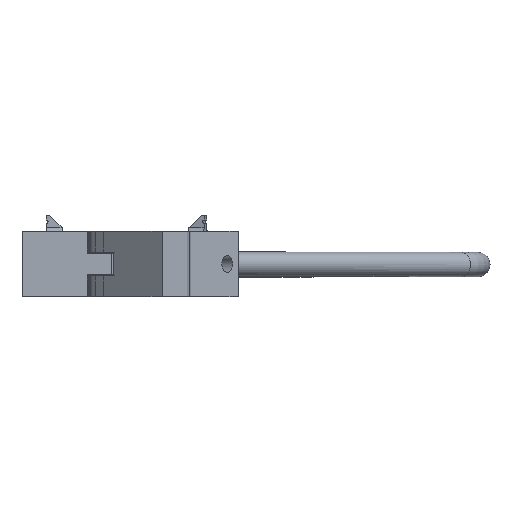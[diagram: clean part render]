
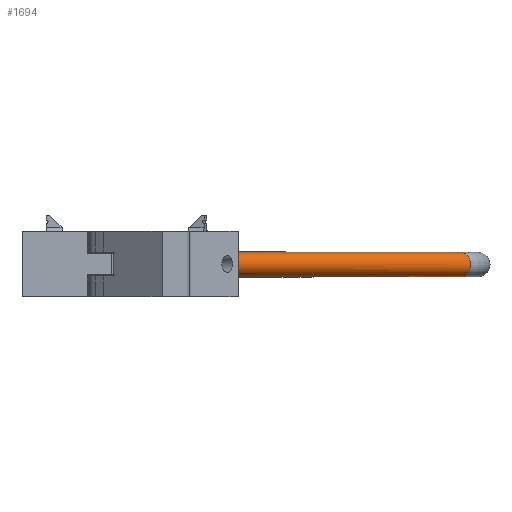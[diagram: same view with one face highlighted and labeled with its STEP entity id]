
A CAD part, top view. The second image highlights one B-rep face of the part: STEP entity #1694.
In plain terms, the highlighted cylindrical face has radius 4.763 mm (diameter 9.525 mm), a full revolution.
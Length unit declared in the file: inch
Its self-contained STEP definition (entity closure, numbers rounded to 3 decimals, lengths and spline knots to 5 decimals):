
#197=FACE_OUTER_BOUND('',#309,.T.);
#309=EDGE_LOOP('',(#1331,#1332,#1333,#1334));
#444=LINE('',#2738,#601);
#601=VECTOR('',#2194,0.1875);
#726=CIRCLE('',#1879,0.1875);
#727=CIRCLE('',#1881,0.1875);
#823=VERTEX_POINT('',#2733);
#824=VERTEX_POINT('',#2737);
#1008=EDGE_CURVE('',#823,#823,#726,.T.);
#1009=EDGE_CURVE('',#823,#824,#444,.T.);
#1010=EDGE_CURVE('',#824,#824,#727,.T.);
#1331=ORIENTED_EDGE('',*,*,#1008,.F.);
#1332=ORIENTED_EDGE('',*,*,#1009,.T.);
#1333=ORIENTED_EDGE('',*,*,#1010,.F.);
#1334=ORIENTED_EDGE('',*,*,#1009,.F.);
#1634=CYLINDRICAL_SURFACE('',#1880,0.1875);
#1694=ADVANCED_FACE('',(#197),#1634,.T.);
#1879=AXIS2_PLACEMENT_3D('',#2735,#2190,#2191);
#1880=AXIS2_PLACEMENT_3D('',#2736,#2192,#2193);
#1881=AXIS2_PLACEMENT_3D('',#2739,#2195,#2196);
#2190=DIRECTION('center_axis',(0.,0.,-1.));
#2191=DIRECTION('ref_axis',(-1.,0.,0.));
#2192=DIRECTION('center_axis',(0.,0.,-1.));
#2193=DIRECTION('ref_axis',(-1.,0.,0.));
#2194=DIRECTION('',(0.,0.,1.));
#2195=DIRECTION('center_axis',(0.,0.,1.));
#2196=DIRECTION('ref_axis',(-1.,0.,0.));
#2733=CARTESIAN_POINT('',(0.6875,0.5,-7.45));
#2735=CARTESIAN_POINT('Origin',(0.5,0.5,-7.45));
#2736=CARTESIAN_POINT('Origin',(0.5,0.5,-0.45));
#2737=CARTESIAN_POINT('',(0.6875,0.5,-0.45));
#2738=CARTESIAN_POINT('',(0.6875,0.5,-0.45));
#2739=CARTESIAN_POINT('Origin',(0.5,0.5,-0.45));
